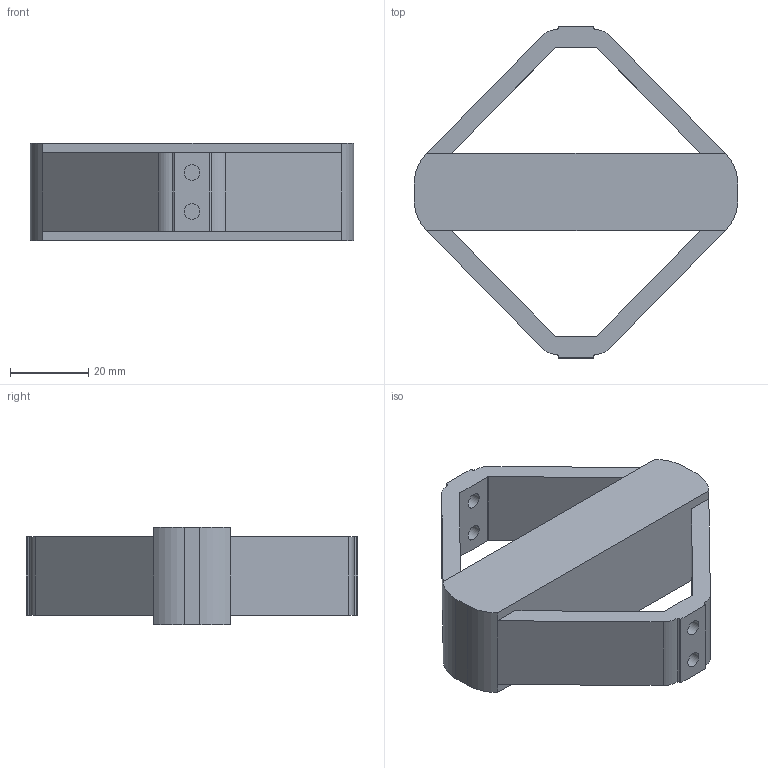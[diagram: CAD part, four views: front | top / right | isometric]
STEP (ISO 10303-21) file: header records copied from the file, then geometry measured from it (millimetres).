
FILE_DESCRIPTION (( 'STEP AP214' ), '1' );
FILE_NAME ('036782-ICD-02.STEP', '2023-11-20T11:04:50', ( '' ), ( '' ), 'SwSTEP 2.0', 'SolidWorks 2021', '' );
FILE_SCHEMA (( 'AUTOMOTIVE_DESIGN' ));
Length unit declared in the file: millimetre
Products named in the file (2): 036782-ICD-02; 021042
Assembly tree (1 placements, depth 2):
  036782-ICD-02
    021042
Bounding box: 82.94 x 85 x 25 mm (x, y, z)
Volume: 57177.9 mm3; surface area: 17140 mm2
Topology: 1 solids, 1 shells, 46 faces, 136 edges, 88 vertices
Faces by surface type: plane 26, cylinder 20
Full cylindrical faces by diameter (mm): 4.039 x4
Entity records: 1650 total; most frequent: DIRECTION 272, CARTESIAN_POINT 270, ORIENTED_EDGE 264, EDGE_CURVE 132, LINE 92, VECTOR 92, AXIS2_PLACEMENT_3D 90, VERTEX_POINT 88
